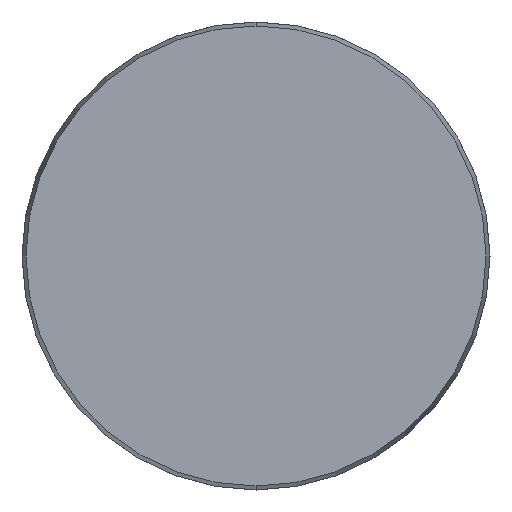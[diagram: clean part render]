
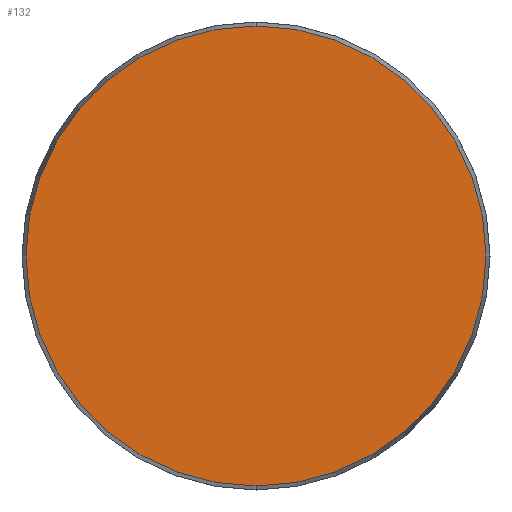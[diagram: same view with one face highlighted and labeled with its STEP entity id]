
A CAD part, front view. The second image highlights one B-rep face of the part: STEP entity #132.
In plain terms, the highlighted planar face has unit normal (0, -1, 0).
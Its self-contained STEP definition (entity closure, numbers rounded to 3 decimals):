
#31 = DIRECTION ( 'NONE',  ( 0., 0., -1. ) ) ;
#70 = AXIS2_PLACEMENT_3D ( 'NONE', #330, #135, #629 ) ;
#76 = DIRECTION ( 'NONE',  ( 0., 1., 0. ) ) ;
#112 = AXIS2_PLACEMENT_3D ( 'NONE', #599, #475, #31 ) ;
#132 = ADVANCED_FACE ( 'NONE', ( #390 ), #151, .F. ) ;
#135 = DIRECTION ( 'NONE',  ( 0., -1., 0. ) ) ;
#150 = CARTESIAN_POINT ( 'NONE',  ( 0., 0., -49.143 ) ) ;
#151 = PLANE ( 'NONE',  #293 ) ;
#182 = CIRCLE ( 'NONE', #70, 49.143 ) ;
#213 = CIRCLE ( 'NONE', #112, 49.143 ) ;
#293 = AXIS2_PLACEMENT_3D ( 'NONE', #578, #76, #387 ) ;
#330 = CARTESIAN_POINT ( 'NONE',  ( 0., 0., 0. ) ) ;
#333 = VERTEX_POINT ( 'NONE', #150 ) ;
#350 = CARTESIAN_POINT ( 'NONE',  ( 0., 0., 49.143 ) ) ;
#360 = EDGE_LOOP ( 'NONE', ( #738, #436 ) ) ;
#387 = DIRECTION ( 'NONE',  ( 0., 0., 1. ) ) ;
#390 = FACE_OUTER_BOUND ( 'NONE', #360, .T. ) ;
#436 = ORIENTED_EDGE ( 'NONE', *, *, #776, .T. ) ;
#475 = DIRECTION ( 'NONE',  ( 0., -1., 0. ) ) ;
#514 = EDGE_CURVE ( 'NONE', #758, #333, #182, .T. ) ;
#578 = CARTESIAN_POINT ( 'NONE',  ( -49.143, 0., 0. ) ) ;
#599 = CARTESIAN_POINT ( 'NONE',  ( 0., 0., 0. ) ) ;
#629 = DIRECTION ( 'NONE',  ( 0., 0., -1. ) ) ;
#738 = ORIENTED_EDGE ( 'NONE', *, *, #514, .T. ) ;
#758 = VERTEX_POINT ( 'NONE', #350 ) ;
#776 = EDGE_CURVE ( 'NONE', #333, #758, #213, .T. ) ;
